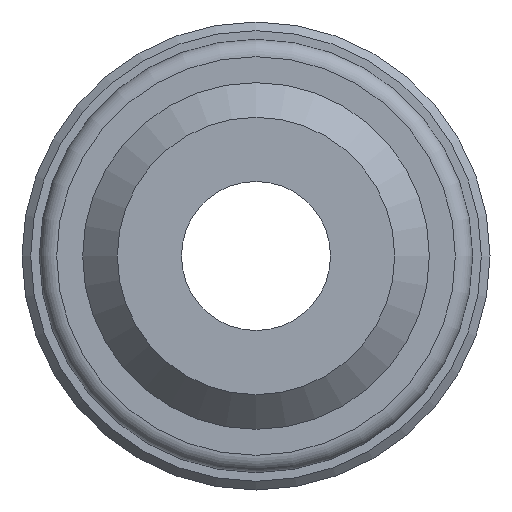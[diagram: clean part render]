
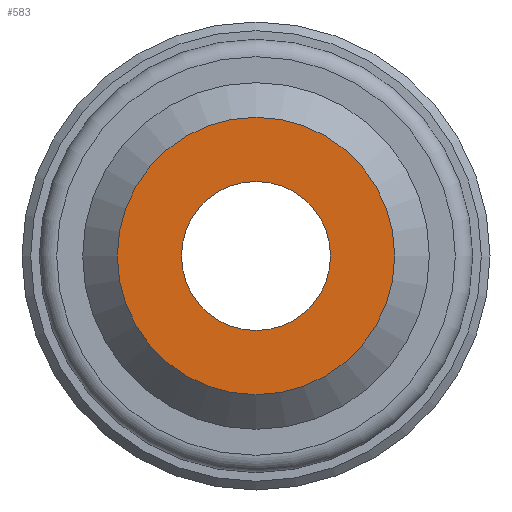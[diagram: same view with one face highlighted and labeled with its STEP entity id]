
A CAD part, front view. The second image highlights one B-rep face of the part: STEP entity #583.
In plain terms, the highlighted planar face has unit normal (0, -1, 0).
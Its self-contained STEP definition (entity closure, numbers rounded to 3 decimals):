
#77=PLANE('',#641);
#114=FACE_BOUND('',#192,.T.);
#137=FACE_OUTER_BOUND('',#191,.T.);
#191=EDGE_LOOP('',(#435));
#192=EDGE_LOOP('',(#436));
#252=CIRCLE('',#635,2.15);
#253=CIRCLE('',#637,4.);
#298=VERTEX_POINT('',#940);
#299=VERTEX_POINT('',#943);
#350=EDGE_CURVE('',#298,#298,#252,.T.);
#351=EDGE_CURVE('',#299,#299,#253,.T.);
#435=ORIENTED_EDGE('',*,*,#351,.F.);
#436=ORIENTED_EDGE('',*,*,#350,.T.);
#583=ADVANCED_FACE('',(#137,#114),#77,.T.);
#635=AXIS2_PLACEMENT_3D('',#941,#740,#741);
#637=AXIS2_PLACEMENT_3D('',#944,#744,#745);
#641=AXIS2_PLACEMENT_3D('',#950,#752,#753);
#740=DIRECTION('center_axis',(0.,1.,0.));
#741=DIRECTION('ref_axis',(1.,0.,0.));
#744=DIRECTION('center_axis',(0.,1.,0.));
#745=DIRECTION('ref_axis',(-1.,0.,0.));
#752=DIRECTION('center_axis',(0.,-1.,0.));
#753=DIRECTION('ref_axis',(0.,0.,-1.));
#940=CARTESIAN_POINT('',(2.15,-24.,0.));
#941=CARTESIAN_POINT('Origin',(0.,-24.,0.));
#943=CARTESIAN_POINT('',(4.,-24.,0.));
#944=CARTESIAN_POINT('Origin',(0.,-24.,0.));
#950=CARTESIAN_POINT('Origin',(0.,-24.,0.));
